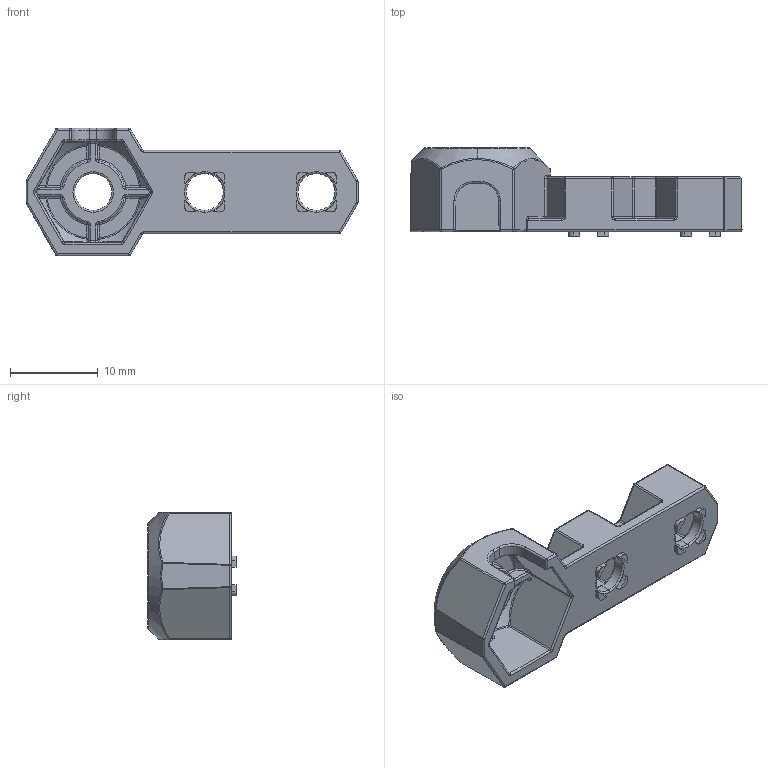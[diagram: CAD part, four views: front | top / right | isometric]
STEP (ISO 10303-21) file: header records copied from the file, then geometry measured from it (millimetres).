
FILE_DESCRIPTION (( 'STEP AP203' ), '1' );
FILE_NAME ('276-8024-001 Rev3 - Web.STEP', '2022-02-22T16:02:31', ( '' ), ( '' ), 'SwSTEP 2.0', 'SolidWorks 2021', '' );
FILE_SCHEMA (( 'CONFIG_CONTROL_DESIGN' ));
Length unit declared in the file: millimetre
Products named in the file (1): 276-8024-001 Rev3 - Web
Bounding box: 37.77 x 10.03 x 14.5 mm (x, y, z)
Volume: 1425.1 mm3; surface area: 2056.2 mm2
Topology: 1 solids, 1 shells, 488 faces, 1123 edges, 587 vertices
Faces by surface type: cylinder 192, plane 103, sphere 83, torus 67, bspline 37, cone 6
Entity records: 14167 total; most frequent: CARTESIAN_POINT 3462, DIRECTION 2426, ORIENTED_EDGE 2126, EDGE_CURVE 1063, AXIS2_PLACEMENT_3D 987, VERTEX_POINT 587, CIRCLE 535, EDGE_LOOP 504
